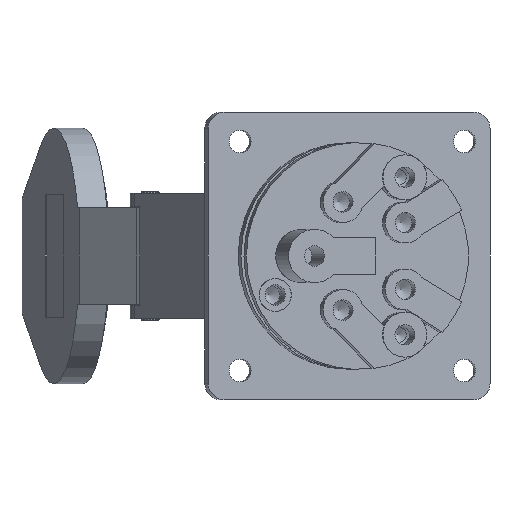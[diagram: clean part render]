
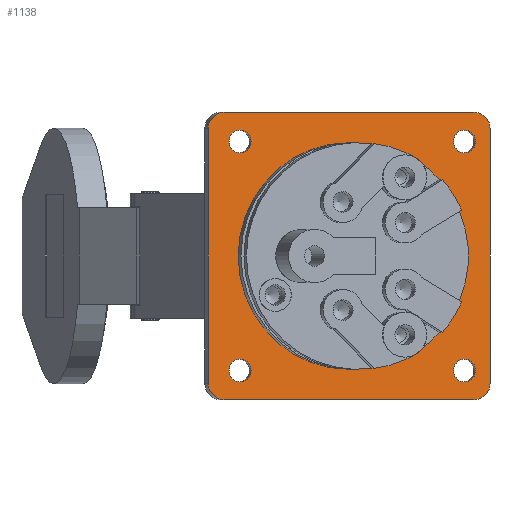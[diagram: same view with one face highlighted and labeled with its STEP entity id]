
A CAD part, left-side view. The second image highlights one B-rep face of the part: STEP entity #1138.
In plain terms, the highlighted planar face has unit normal (-0.979, -0.202, 0).
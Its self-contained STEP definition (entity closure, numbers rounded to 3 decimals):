
#533=LINE('',#5232,#709);
#537=LINE('',#5244,#713);
#542=LINE('',#5257,#718);
#547=LINE('',#5270,#723);
#709=VECTOR('',#4311,1.);
#713=VECTOR('',#4323,1.);
#718=VECTOR('',#4336,1.);
#723=VECTOR('',#4349,1.);
#833=PLANE('',#3637);
#1138=ADVANCED_FACE('',(#1383,#1384,#1385,#1386,#1387,#1388),#833,.T.);
#1383=FACE_BOUND('',#1700,.T.);
#1384=FACE_BOUND('',#1701,.T.);
#1385=FACE_BOUND('',#1702,.T.);
#1386=FACE_BOUND('',#1703,.T.);
#1387=FACE_BOUND('',#1704,.T.);
#1388=FACE_BOUND('',#1705,.T.);
#1700=EDGE_LOOP('',(#2287));
#1701=EDGE_LOOP('',(#2288));
#1702=EDGE_LOOP('',(#2289));
#1703=EDGE_LOOP('',(#2290,#2291,#2292,#2293,#2294,#2295,#2296,#2297));
#1704=EDGE_LOOP('',(#2298));
#1705=EDGE_LOOP('',(#2299));
#2287=ORIENTED_EDGE('',*,*,#3108,.F.);
#2288=ORIENTED_EDGE('',*,*,#3109,.F.);
#2289=ORIENTED_EDGE('',*,*,#3107,.F.);
#2290=ORIENTED_EDGE('',*,*,#3104,.T.);
#2291=ORIENTED_EDGE('',*,*,#3100,.T.);
#2292=ORIENTED_EDGE('',*,*,#3097,.T.);
#2293=ORIENTED_EDGE('',*,*,#3094,.T.);
#2294=ORIENTED_EDGE('',*,*,#3090,.T.);
#2295=ORIENTED_EDGE('',*,*,#3087,.T.);
#2296=ORIENTED_EDGE('',*,*,#3084,.T.);
#2297=ORIENTED_EDGE('',*,*,#3080,.T.);
#2298=ORIENTED_EDGE('',*,*,#3079,.F.);
#2299=ORIENTED_EDGE('',*,*,#3077,.F.);
#2742=VERTEX_POINT('',#5216);
#2744=VERTEX_POINT('',#5221);
#2745=VERTEX_POINT('',#5224);
#2746=VERTEX_POINT('',#5225);
#2749=VERTEX_POINT('',#5233);
#2751=VERTEX_POINT('',#5239);
#2753=VERTEX_POINT('',#5245);
#2755=VERTEX_POINT('',#5252);
#2757=VERTEX_POINT('',#5258);
#2759=VERTEX_POINT('',#5264);
#2762=VERTEX_POINT('',#5276);
#2763=VERTEX_POINT('',#5279);
#2764=VERTEX_POINT('',#5281);
#3077=EDGE_CURVE('',#2742,#2742,#3326,.T.);
#3079=EDGE_CURVE('',#2744,#2744,#3328,.T.);
#3080=EDGE_CURVE('',#2745,#2746,#3329,.T.);
#3084=EDGE_CURVE('',#2749,#2745,#533,.T.);
#3087=EDGE_CURVE('',#2751,#2749,#3331,.T.);
#3090=EDGE_CURVE('',#2753,#2751,#537,.T.);
#3094=EDGE_CURVE('',#2755,#2753,#3333,.T.);
#3097=EDGE_CURVE('',#2757,#2755,#542,.T.);
#3100=EDGE_CURVE('',#2759,#2757,#3335,.T.);
#3104=EDGE_CURVE('',#2746,#2759,#547,.T.);
#3107=EDGE_CURVE('',#2762,#2762,#3338,.T.);
#3108=EDGE_CURVE('',#2763,#2763,#3339,.T.);
#3109=EDGE_CURVE('',#2764,#2764,#3340,.T.);
#3326=CIRCLE('',#3611,27.7);
#3328=CIRCLE('',#3614,2.75);
#3329=CIRCLE('',#3616,4.);
#3331=CIRCLE('',#3620,4.);
#3333=CIRCLE('',#3624,4.);
#3335=CIRCLE('',#3628,4.);
#3338=CIRCLE('',#3633,2.75);
#3339=CIRCLE('',#3635,2.75);
#3340=CIRCLE('',#3636,2.75);
#3611=AXIS2_PLACEMENT_3D('',#5215,#4293,#4294);
#3614=AXIS2_PLACEMENT_3D('',#5220,#4299,#4300);
#3616=AXIS2_PLACEMENT_3D('',#5223,#4303,#4304);
#3620=AXIS2_PLACEMENT_3D('',#5238,#4316,#4317);
#3624=AXIS2_PLACEMENT_3D('',#5251,#4329,#4330);
#3628=AXIS2_PLACEMENT_3D('',#5263,#4341,#4342);
#3633=AXIS2_PLACEMENT_3D('',#5275,#4355,#4356);
#3635=AXIS2_PLACEMENT_3D('',#5278,#4359,#4360);
#3636=AXIS2_PLACEMENT_3D('',#5280,#4361,#4362);
#3637=AXIS2_PLACEMENT_3D('',#5282,#4363,#4364);
#4293=DIRECTION('',(-0.979,-0.202,0.));
#4294=DIRECTION('',(-0.202,0.979,0.));
#4299=DIRECTION('',(-0.979,-0.202,0.));
#4300=DIRECTION('',(0.202,-0.979,0.));
#4303=DIRECTION('',(-0.979,-0.202,0.));
#4304=DIRECTION('',(0.202,-0.979,0.));
#4311=DIRECTION('',(-0.202,0.979,0.));
#4316=DIRECTION('',(-0.979,-0.202,0.));
#4317=DIRECTION('',(0.202,-0.979,0.));
#4323=DIRECTION('',(0.,0.,1.));
#4329=DIRECTION('',(-0.979,-0.202,0.));
#4330=DIRECTION('',(0.202,-0.979,0.));
#4336=DIRECTION('',(0.202,-0.979,0.));
#4341=DIRECTION('',(-0.979,-0.202,0.));
#4342=DIRECTION('',(0.202,-0.979,0.));
#4349=DIRECTION('',(0.,0.,-1.));
#4355=DIRECTION('',(-0.979,-0.202,0.));
#4356=DIRECTION('',(0.202,-0.979,0.));
#4359=DIRECTION('',(-0.979,-0.202,0.));
#4360=DIRECTION('',(0.202,-0.979,0.));
#4361=DIRECTION('',(-0.979,-0.202,0.));
#4362=DIRECTION('',(0.202,-0.979,0.));
#4363=DIRECTION('',(-0.979,-0.202,0.));
#4364=DIRECTION('',(0.,0.,1.));
#5215=CARTESIAN_POINT('',(77.711,40.092,-35.7));
#5216=CARTESIAN_POINT('',(72.107,67.219,-35.7));
#5220=CARTESIAN_POINT('',(83.534,11.904,-7.7));
#5221=CARTESIAN_POINT('',(84.091,9.211,-7.7));
#5223=CARTESIAN_POINT('',(71.409,70.597,-4.55));
#5224=CARTESIAN_POINT('',(71.409,70.597,-0.55));
#5225=CARTESIAN_POINT('',(70.6,74.515,-4.55));
#5232=CARTESIAN_POINT('',(84.822,5.668,-0.55));
#5233=CARTESIAN_POINT('',(84.013,9.586,-0.55));
#5238=CARTESIAN_POINT('',(84.013,9.586,-4.55));
#5239=CARTESIAN_POINT('',(84.822,5.668,-4.55));
#5244=CARTESIAN_POINT('',(84.822,5.668,-70.85));
#5245=CARTESIAN_POINT('',(84.822,5.668,-66.85));
#5251=CARTESIAN_POINT('',(84.013,9.586,-66.85));
#5252=CARTESIAN_POINT('',(84.013,9.586,-70.85));
#5257=CARTESIAN_POINT('',(70.6,74.515,-70.85));
#5258=CARTESIAN_POINT('',(71.409,70.597,-70.85));
#5263=CARTESIAN_POINT('',(71.409,70.597,-66.85));
#5264=CARTESIAN_POINT('',(70.6,74.515,-66.85));
#5270=CARTESIAN_POINT('',(70.6,74.515,-0.55));
#5275=CARTESIAN_POINT('',(83.534,11.904,-63.7));
#5276=CARTESIAN_POINT('',(84.091,9.211,-63.7));
#5278=CARTESIAN_POINT('',(72.205,66.746,-63.7));
#5279=CARTESIAN_POINT('',(71.649,69.439,-63.7));
#5280=CARTESIAN_POINT('',(72.205,66.746,-7.7));
#5281=CARTESIAN_POINT('',(71.649,69.439,-7.7));
#5282=CARTESIAN_POINT('',(93.852,-38.041,-535.822));
